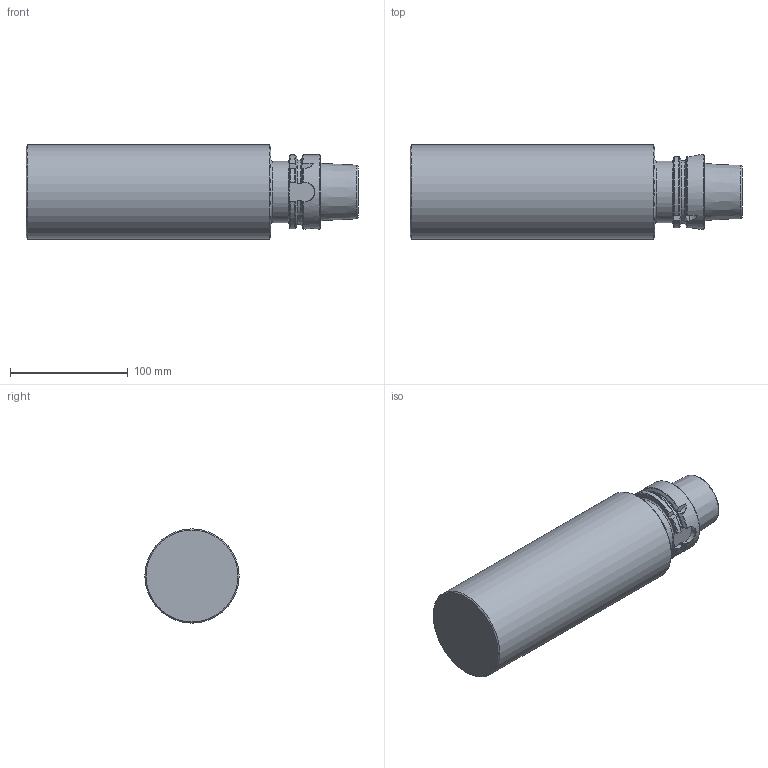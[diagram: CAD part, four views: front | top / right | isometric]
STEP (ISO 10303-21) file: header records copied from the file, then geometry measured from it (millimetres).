
FILE_DESCRIPTION(/* description */ (''),/* implementation_level */ '2;1');
FILE_NAME(/* name */ 'AHSKA63-BL41-080-250.stp',/* time_stamp */ '2024-12-18T12:56:10+03:00',/* author */ (''),/* organization */ (''),/* preprocessor_version */ 'ST-DEVELOPER v19.4',/* originating_system */ 'SIEMENS PLM Software NX2306.5001',/* authorisation */ '');
FILE_SCHEMA (('AUTOMOTIVE_DESIGN { 1 0 10303 214 3 1 1 1 }'));
Length unit declared in the file: millimetre
Products named in the file (1): AHSKA63-BL41-080-250-LIGHT_objects
Bounding box: 282 x 80 x 80 mm (x, y, z)
Volume: 1210274 mm3; surface area: 76850.5 mm2
Topology: 1 solids, 1 shells, 81 faces, 218 edges, 141 vertices
Faces by surface type: plane 34, cone 17, torus 14, cylinder 13, bspline 3
Full cylindrical faces by diameter (mm): 10 x1, 52.6 x1, 63 x1, 80 x1
Entity records: 2908 total; most frequent: CARTESIAN_POINT 1049, ORIENTED_EDGE 390, DIRECTION 338, EDGE_CURVE 195, AXIS2_PLACEMENT_3D 137, VERTEX_POINT 135, EDGE_LOOP 99, ADVANCED_FACE 81
